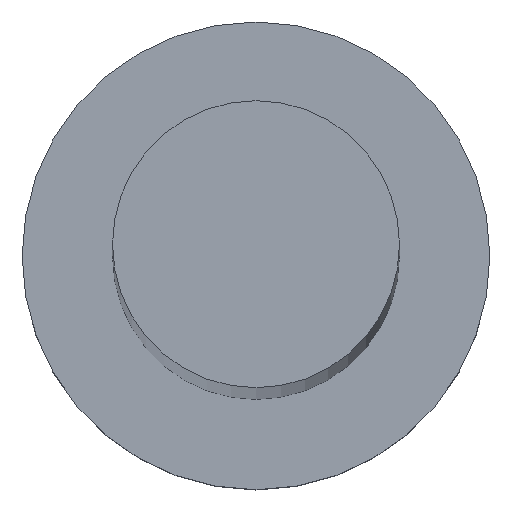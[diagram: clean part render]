
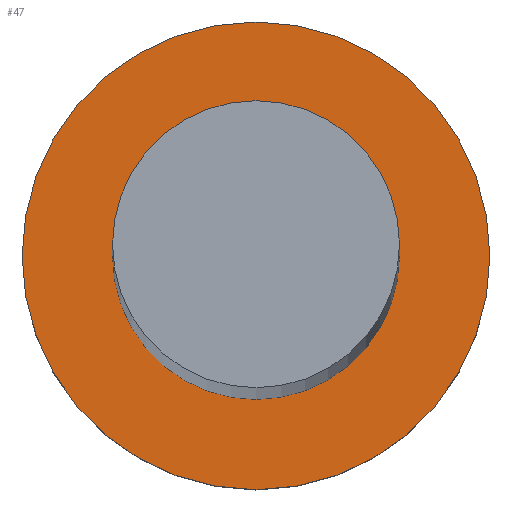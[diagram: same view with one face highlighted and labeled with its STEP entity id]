
A CAD part, top view. The second image highlights one B-rep face of the part: STEP entity #47.
In plain terms, the highlighted planar face has unit normal (0, 0, 1).
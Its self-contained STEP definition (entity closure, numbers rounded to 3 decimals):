
#5 = CARTESIAN_POINT ( 'NONE',  ( 0., 0., 7. ) ) ;
#9 = DIRECTION ( 'NONE',  ( 1., 0., 0. ) ) ;
#14 = ORIENTED_EDGE ( 'NONE', *, *, #212, .T. ) ;
#16 = FACE_BOUND ( 'NONE', #90, .T. ) ;
#19 = DIRECTION ( 'NONE',  ( 0., 0., 1. ) ) ;
#28 = VERTEX_POINT ( 'NONE', #204 ) ;
#30 = AXIS2_PLACEMENT_3D ( 'NONE', #5, #214, #154 ) ;
#41 = DIRECTION ( 'NONE',  ( 0., 0., 1. ) ) ;
#42 = ORIENTED_EDGE ( 'NONE', *, *, #74, .T. ) ;
#47 = ADVANCED_FACE ( 'NONE', ( #16, #156 ), #102, .T. ) ;
#48 = CARTESIAN_POINT ( 'NONE',  ( 0., 0., 7. ) ) ;
#60 = ORIENTED_EDGE ( 'NONE', *, *, #175, .F. ) ;
#62 = CARTESIAN_POINT ( 'NONE',  ( 0., 0., 7. ) ) ;
#74 = EDGE_CURVE ( 'NONE', #173, #105, #176, .T. ) ;
#90 = EDGE_LOOP ( 'NONE', ( #121, #60 ) ) ;
#91 = CARTESIAN_POINT ( 'NONE',  ( 0., 0., 7. ) ) ;
#93 = CARTESIAN_POINT ( 'NONE',  ( 11., 0., 7. ) ) ;
#100 = DIRECTION ( 'NONE',  ( 1., 0., 0. ) ) ;
#102 = PLANE ( 'NONE',  #250 ) ;
#105 = VERTEX_POINT ( 'NONE', #187 ) ;
#109 = DIRECTION ( 'NONE',  ( 0., 0., 1. ) ) ;
#121 = ORIENTED_EDGE ( 'NONE', *, *, #131, .F. ) ;
#131 = EDGE_CURVE ( 'NONE', #28, #161, #190, .T. ) ;
#132 = AXIS2_PLACEMENT_3D ( 'NONE', #48, #244, #241 ) ;
#144 = CIRCLE ( 'NONE', #132, 11. ) ;
#151 = AXIS2_PLACEMENT_3D ( 'NONE', #62, #41, #100 ) ;
#154 = DIRECTION ( 'NONE',  ( 1., 0., 0. ) ) ;
#156 = FACE_OUTER_BOUND ( 'NONE', #245, .T. ) ;
#161 = VERTEX_POINT ( 'NONE', #223 ) ;
#173 = VERTEX_POINT ( 'NONE', #93 ) ;
#175 = EDGE_CURVE ( 'NONE', #161, #28, #196, .T. ) ;
#176 = CIRCLE ( 'NONE', #151, 11. ) ;
#179 = DIRECTION ( 'NONE',  ( 1., 0., 0. ) ) ;
#187 = CARTESIAN_POINT ( 'NONE',  ( -11., 0., 7. ) ) ;
#190 = CIRCLE ( 'NONE', #30, 6.75 ) ;
#196 = CIRCLE ( 'NONE', #234, 6.75 ) ;
#199 = CARTESIAN_POINT ( 'NONE',  ( 0., 0., 7. ) ) ;
#204 = CARTESIAN_POINT ( 'NONE',  ( -6.75, 0., 7. ) ) ;
#212 = EDGE_CURVE ( 'NONE', #105, #173, #144, .T. ) ;
#214 = DIRECTION ( 'NONE',  ( 0., 0., 1. ) ) ;
#223 = CARTESIAN_POINT ( 'NONE',  ( 6.75, 0., 7. ) ) ;
#234 = AXIS2_PLACEMENT_3D ( 'NONE', #91, #109, #9 ) ;
#241 = DIRECTION ( 'NONE',  ( 1., 0., 0. ) ) ;
#244 = DIRECTION ( 'NONE',  ( 0., 0., 1. ) ) ;
#245 = EDGE_LOOP ( 'NONE', ( #14, #42 ) ) ;
#250 = AXIS2_PLACEMENT_3D ( 'NONE', #199, #19, #179 ) ;
